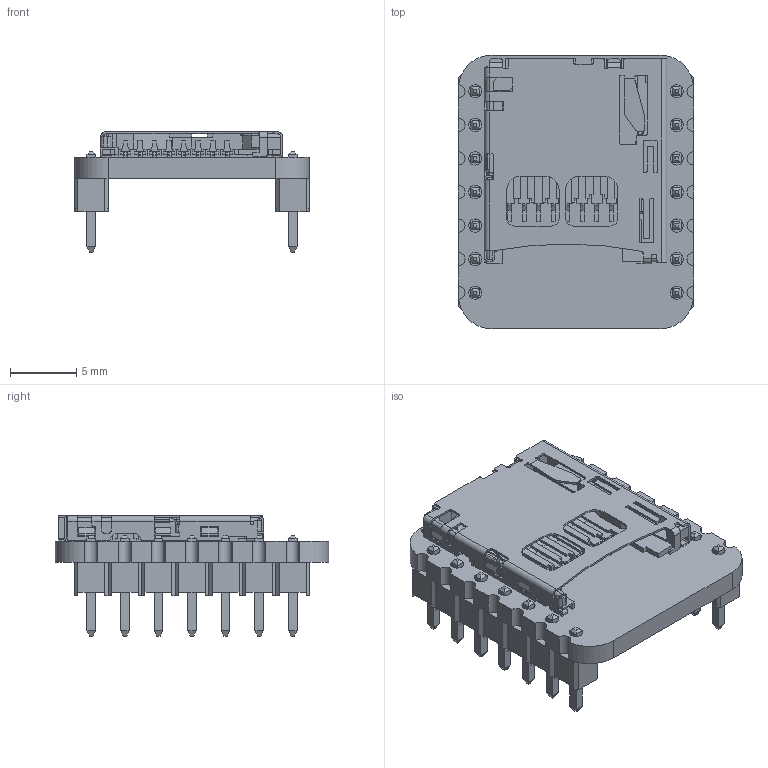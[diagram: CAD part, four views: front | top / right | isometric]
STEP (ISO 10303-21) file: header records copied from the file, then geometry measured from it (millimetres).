
FILE_DESCRIPTION(/* description */ ('STEP AP242','CAx-IF Rec.Pracs.---Representation and Presentation of Product Manufacturing Information (PMI)---4.0---2014-10-13','CAx-IF Rec.Pracs.---3D Tessellated Geometry---0.4---2014-09-14','2;1'),/* implementation_level */ '2;1');
FILE_NAME(/* name */ '676f8694bbbd275d8a389fb1',/* time_stamp */ '2024-12-28T05:03:17Z',/* author */ (''),/* organization */ (''),/* preprocessor_version */ 'ST-DEVELOPER v20',/* originating_system */ 'ONSHAPE BY PTC INC, 1.191',/* authorisation */ ' ');
FILE_SCHEMA (('AP242_MANAGED_MODEL_BASED_3D_ENGINEERING_MIM_LF { 1 0 10303 442 1 1 4 }'));
Length unit declared in the file: metre
Products named in the file (5): 502570-0893; 7-Pin Header - Male - 2.54mm; Part 1
Bounding box: 17.78 x 20.7 x 9.09 mm (x, y, z)
Volume: 944.2 mm3; surface area: 2451.1 mm2
Topology: 5 solids, 5 shells, 1262 faces, 3458 edges, 2238 vertices
Faces by surface type: plane 976, cylinder 284, bspline 2
Full cylindrical faces by diameter (mm): 0.4 x1, 0.8 x2, 1 x14
Entity records: 40990 total; most frequent: CARTESIAN_POINT 7076, ORIENTED_EDGE 6876, DIRECTION 6488, EDGE_CURVE 3438, LINE 2870, VECTOR 2870, VERTEX_POINT 2237, AXIS2_PLACEMENT_3D 1809
